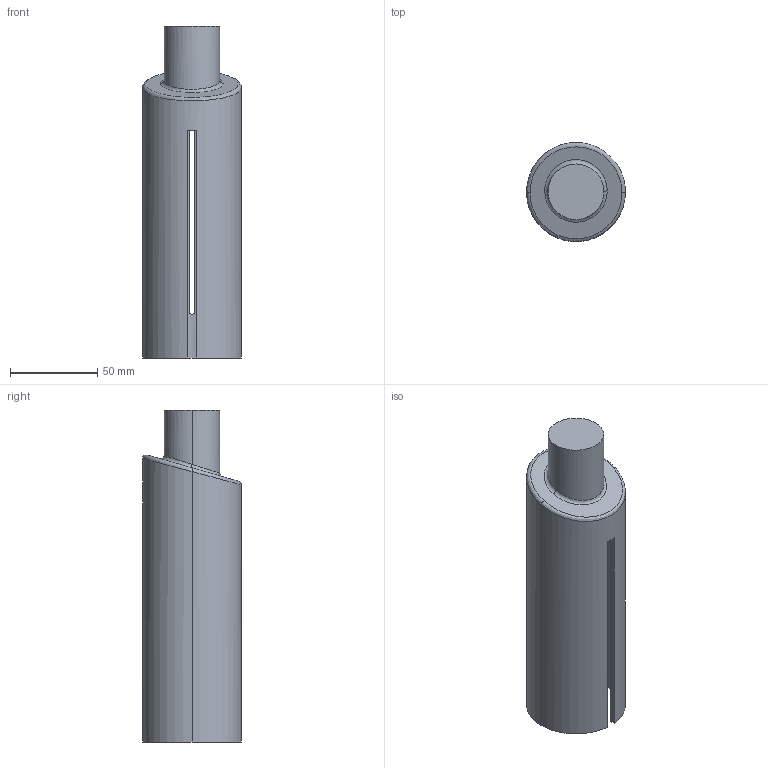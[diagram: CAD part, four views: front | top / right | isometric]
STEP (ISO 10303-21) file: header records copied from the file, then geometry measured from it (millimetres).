
FILE_DESCRIPTION(('CATIA V5 STEP Exchange'),'2;1');
FILE_NAME('Tige de selle courte.stp','2019-08-05T15:21:54+00:00',('none'),('none'),'CATIA Version 5 Release 20 GA (IN-10)','CATIA V5 STEP AP203','none');
FILE_SCHEMA(('CONFIG_CONTROL_DESIGN'));
Length unit declared in the file: millimetre
Products named in the file (1): Tige de selle
Bounding box: 56.6 x 56.59 x 190 mm (x, y, z)
Volume: 100904.3 mm3; surface area: 60108.2 mm2
Topology: 1 solids, 1 shells, 23 faces, 60 edges, 42 vertices
Faces by surface type: cylinder 10, plane 9, bspline 4
Entity records: 1595 total; most frequent: CARTESIAN_POINT 1050, ORIENTED_EDGE 112, DIRECTION 70, EDGE_CURVE 56, VERTEX_POINT 36, AXIS2_PLACEMENT_3D 31, EDGE_LOOP 26, VECTOR 24
